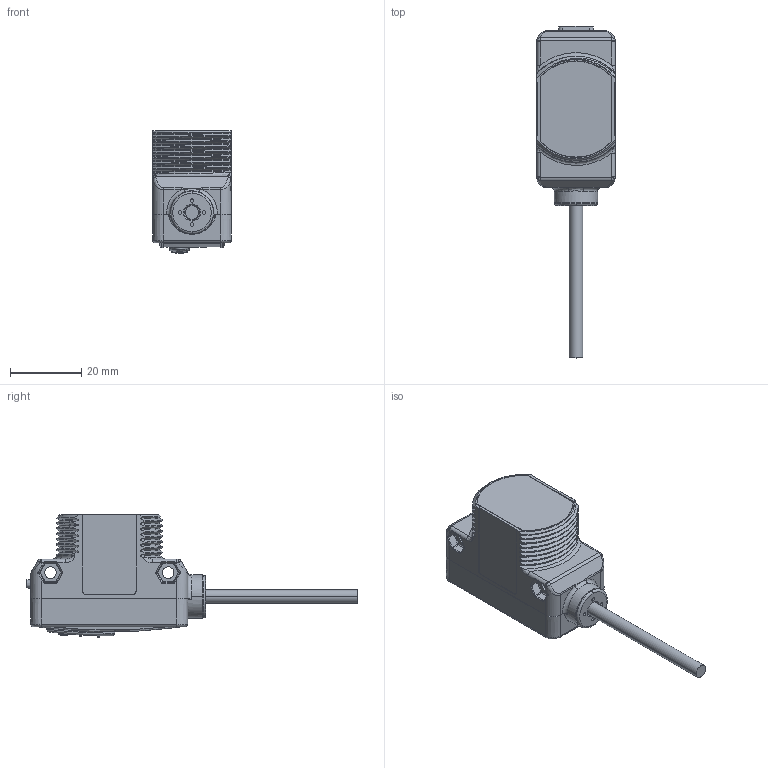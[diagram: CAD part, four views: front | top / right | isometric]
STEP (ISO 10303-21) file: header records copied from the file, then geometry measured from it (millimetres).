
FILE_DESCRIPTION((''),'2;1');
FILE_NAME('140603_SW','2008-06-02T',('banengservice'),('BANNER ENGINEERING'),'PRO/ENGINEER BY PARAMETRIC TECHNOLOGY CORPORATION, 2006170','PRO/ENGINEER BY PARAMETRIC TECHNOLOGY CORPORATION, 2006170','');
FILE_SCHEMA(('CONFIG_CONTROL_DESIGN'));
Products named in the file (1): 140603_SW
Bounding box: 22.14 x 93.18 x 34.47 mm (x, y, z)
Volume: 12740.6 mm3; surface area: 15622.4 mm2
Topology: 2 solids, 2 shells, 1299 faces, 3179 edges, 1918 vertices
Faces by surface type: cylinder 419, bspline 334, plane 296, torus 99, cone 95, sphere 46, extrusion 10
Entity records: 59060 total; most frequent: CARTESIAN_POINT 31024, ORIENTED_EDGE 6346, DIRECTION 5171, EDGE_CURVE 3173, AXIS2_PLACEMENT_3D 2014, VERTEX_POINT 1918, EDGE_LOOP 1353, FACE_OUTER_BOUND 1299
